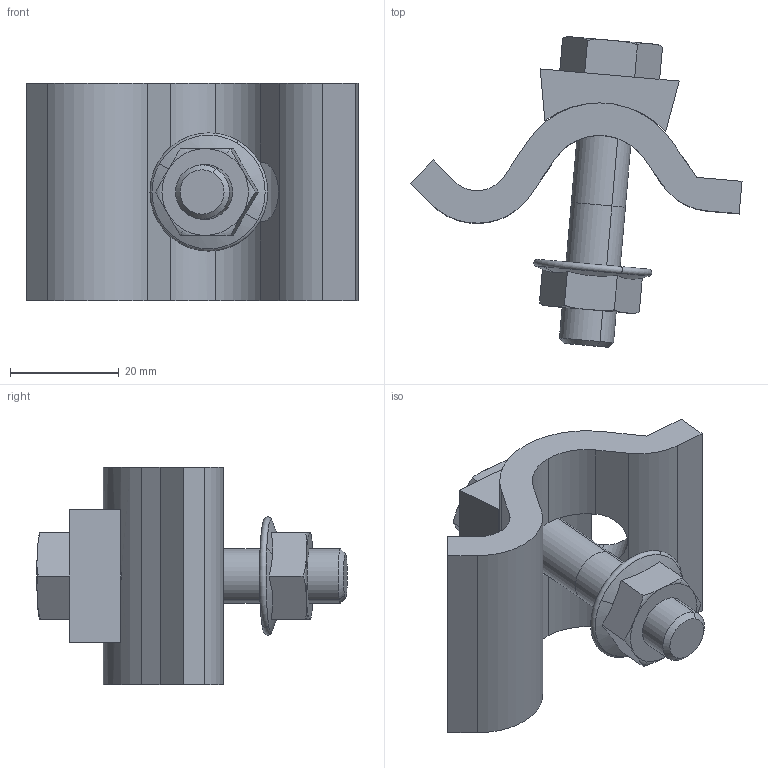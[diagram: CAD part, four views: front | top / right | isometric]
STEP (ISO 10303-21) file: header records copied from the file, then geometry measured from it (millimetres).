
FILE_DESCRIPTION((''),'2;1');
FILE_NAME('6355808_ASM','2012-11-20T',('AndreasKeweloh'),(''),'PRO/ENGINEER BY PARAMETRIC TECHNOLOGY CORPORATION, 2012230','PRO/ENGINEER BY PARAMETRIC TECHNOLOGY CORPORATION, 2012230','');
FILE_SCHEMA(('CONFIG_CONTROL_DESIGN'));
Length unit declared in the file: millimetre
Products named in the file (5): SECHSKANTSCHRAUBE_M10; SECHSKANTMUTTER_MIT_FLANSCH_M10; KLEMMSCHEIBE_M10; 6355808_SPANN; 6355808_ASM
Assembly tree (4 placements, depth 2):
  6355808_ASM
    SECHSKANTSCHRAUBE_M10
    SECHSKANTMUTTER_MIT_FLANSCH_M10
    KLEMMSCHEIBE_M10
    6355808_SPANN
Bounding box: 61.19 x 57.24 x 40 mm (x, y, z)
Volume: 26182.3 mm3; surface area: 12757.6 mm2
Topology: 4 solids, 4 shells, 125 faces, 311 edges, 202 vertices
Faces by surface type: plane 62, cylinder 32, torus 18, extrusion 8, cone 4, bspline 1
Entity records: 4999 total; most frequent: CARTESIAN_POINT 1897, ORIENTED_EDGE 622, DIRECTION 615, EDGE_CURVE 311, AXIS2_PLACEMENT_3D 223, VERTEX_POINT 202, VECTOR 169, LINE 161
